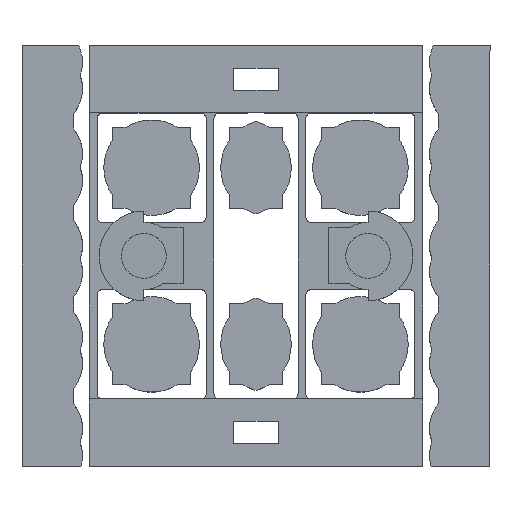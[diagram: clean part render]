
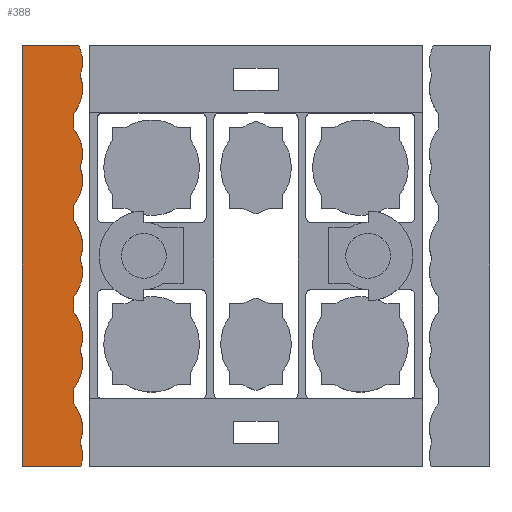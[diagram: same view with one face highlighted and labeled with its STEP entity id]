
A CAD part, top view. The second image highlights one B-rep face of the part: STEP entity #388.
In plain terms, the highlighted planar face has unit normal (0, 0, 1).
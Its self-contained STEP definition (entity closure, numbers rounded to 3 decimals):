
#388=ADVANCED_FACE('',(#618),#3904,.T.);
#618=FACE_OUTER_BOUND('',#848,.T.);
#848=EDGE_LOOP('',(#1151,#1152,#1153,#1154,#1155,#1156,#1157,#1158,#1159,
#1160,#1161,#1162,#1163,#1164,#1165,#1166,#1167));
#1151=ORIENTED_EDGE('',*,*,#2389,.T.);
#1152=ORIENTED_EDGE('',*,*,#2343,.F.);
#1153=ORIENTED_EDGE('',*,*,#2346,.F.);
#1154=ORIENTED_EDGE('',*,*,#2383,.F.);
#1155=ORIENTED_EDGE('',*,*,#2362,.F.);
#1156=ORIENTED_EDGE('',*,*,#2367,.F.);
#1157=ORIENTED_EDGE('',*,*,#2384,.F.);
#1158=ORIENTED_EDGE('',*,*,#2351,.F.);
#1159=ORIENTED_EDGE('',*,*,#2349,.F.);
#1160=ORIENTED_EDGE('',*,*,#2385,.F.);
#1161=ORIENTED_EDGE('',*,*,#2358,.F.);
#1162=ORIENTED_EDGE('',*,*,#2356,.F.);
#1163=ORIENTED_EDGE('',*,*,#2386,.F.);
#1164=ORIENTED_EDGE('',*,*,#2369,.F.);
#1165=ORIENTED_EDGE('',*,*,#2376,.F.);
#1166=ORIENTED_EDGE('',*,*,#2374,.F.);
#1167=ORIENTED_EDGE('',*,*,#2382,.T.);
#2343=EDGE_CURVE('',#3479,#3508,#2976,.T.);
#2346=EDGE_CURVE('',#3481,#3479,#2978,.T.);
#2349=EDGE_CURVE('',#3484,#3485,#2980,.T.);
#2351=EDGE_CURVE('',#3485,#3486,#2981,.T.);
#2356=EDGE_CURVE('',#3490,#3491,#2984,.T.);
#2358=EDGE_CURVE('',#3491,#3492,#2985,.T.);
#2362=EDGE_CURVE('',#3495,#3496,#2987,.T.);
#2367=EDGE_CURVE('',#3499,#3495,#2990,.T.);
#2369=EDGE_CURVE('',#3501,#3502,#2991,.T.);
#2374=EDGE_CURVE('',#3506,#3507,#3045,.T.);
#2376=EDGE_CURVE('',#3507,#3501,#2993,.T.);
#2382=EDGE_CURVE('',#3506,#3511,#3051,.T.);
#2383=EDGE_CURVE('',#3496,#3481,#3052,.T.);
#2384=EDGE_CURVE('',#3486,#3499,#3053,.T.);
#2385=EDGE_CURVE('',#3492,#3484,#3054,.T.);
#2386=EDGE_CURVE('',#3502,#3490,#3055,.T.);
#2389=EDGE_CURVE('',#3511,#3508,#3058,.T.);
#2976=(
BOUNDED_CURVE()
B_SPLINE_CURVE(2,(#5069,#5070,#5071),.UNSPECIFIED.,.F.,.F.)
B_SPLINE_CURVE_WITH_KNOTS((3,3),(0.,1.171),.UNSPECIFIED.)
CURVE()
GEOMETRIC_REPRESENTATION_ITEM()
RATIONAL_B_SPLINE_CURVE((1.,0.957,1.))
REPRESENTATION_ITEM('')
);
#2978=(
BOUNDED_CURVE()
B_SPLINE_CURVE(2,(#5077,#5078,#5079),.UNSPECIFIED.,.F.,.F.)
B_SPLINE_CURVE_WITH_KNOTS((3,3),(0.,1.986),.UNSPECIFIED.)
CURVE()
GEOMETRIC_REPRESENTATION_ITEM()
RATIONAL_B_SPLINE_CURVE((1.,0.89,1.))
REPRESENTATION_ITEM('')
);
#2980=(
BOUNDED_CURVE()
B_SPLINE_CURVE(2,(#5085,#5086,#5087),.UNSPECIFIED.,.F.,.F.)
B_SPLINE_CURVE_WITH_KNOTS((3,3),(0.,1.986),.UNSPECIFIED.)
CURVE()
GEOMETRIC_REPRESENTATION_ITEM()
RATIONAL_B_SPLINE_CURVE((1.,0.89,1.))
REPRESENTATION_ITEM('')
);
#2981=(
BOUNDED_CURVE()
B_SPLINE_CURVE(2,(#5090,#5091,#5092),.UNSPECIFIED.,.F.,.F.)
B_SPLINE_CURVE_WITH_KNOTS((3,3),(0.,1.986),.UNSPECIFIED.)
CURVE()
GEOMETRIC_REPRESENTATION_ITEM()
RATIONAL_B_SPLINE_CURVE((1.,0.89,1.))
REPRESENTATION_ITEM('')
);
#2984=(
BOUNDED_CURVE()
B_SPLINE_CURVE(2,(#5103,#5104,#5105),.UNSPECIFIED.,.F.,.F.)
B_SPLINE_CURVE_WITH_KNOTS((3,3),(0.,1.986),.UNSPECIFIED.)
CURVE()
GEOMETRIC_REPRESENTATION_ITEM()
RATIONAL_B_SPLINE_CURVE((1.,0.89,1.))
REPRESENTATION_ITEM('')
);
#2985=(
BOUNDED_CURVE()
B_SPLINE_CURVE(2,(#5108,#5109,#5110),.UNSPECIFIED.,.F.,.F.)
B_SPLINE_CURVE_WITH_KNOTS((3,3),(0.,1.986),.UNSPECIFIED.)
CURVE()
GEOMETRIC_REPRESENTATION_ITEM()
RATIONAL_B_SPLINE_CURVE((1.,0.89,1.))
REPRESENTATION_ITEM('')
);
#2987=(
BOUNDED_CURVE()
B_SPLINE_CURVE(2,(#5118,#5119,#5120),.UNSPECIFIED.,.F.,.F.)
B_SPLINE_CURVE_WITH_KNOTS((3,3),(0.,1.986),.UNSPECIFIED.)
CURVE()
GEOMETRIC_REPRESENTATION_ITEM()
RATIONAL_B_SPLINE_CURVE((1.,0.89,1.))
REPRESENTATION_ITEM('')
);
#2990=(
BOUNDED_CURVE()
B_SPLINE_CURVE(2,(#5131,#5132,#5133),.UNSPECIFIED.,.F.,.F.)
B_SPLINE_CURVE_WITH_KNOTS((3,3),(0.,1.986),.UNSPECIFIED.)
CURVE()
GEOMETRIC_REPRESENTATION_ITEM()
RATIONAL_B_SPLINE_CURVE((1.,0.89,1.))
REPRESENTATION_ITEM('')
);
#2991=(
BOUNDED_CURVE()
B_SPLINE_CURVE(2,(#5136,#5137,#5138),.UNSPECIFIED.,.F.,.F.)
B_SPLINE_CURVE_WITH_KNOTS((3,3),(0.,1.986),.UNSPECIFIED.)
CURVE()
GEOMETRIC_REPRESENTATION_ITEM()
RATIONAL_B_SPLINE_CURVE((1.,0.89,1.))
REPRESENTATION_ITEM('')
);
#2993=(
BOUNDED_CURVE()
B_SPLINE_CURVE(2,(#5152,#5153,#5154),.UNSPECIFIED.,.F.,.F.)
B_SPLINE_CURVE_WITH_KNOTS((3,3),(0.,1.444),.UNSPECIFIED.)
CURVE()
GEOMETRIC_REPRESENTATION_ITEM()
RATIONAL_B_SPLINE_CURVE((1.,0.936,1.))
REPRESENTATION_ITEM('')
);
#3045=B_SPLINE_CURVE_WITH_KNOTS('',1,(#5148,#5149),.UNSPECIFIED.,.F.,.F.,
(2,2),(0.,2.534),.UNSPECIFIED.);
#3051=B_SPLINE_CURVE_WITH_KNOTS('',1,(#5166,#5167),.UNSPECIFIED.,.F.,.F.,
(2,2),(0.,18.76),.UNSPECIFIED.);
#3052=B_SPLINE_CURVE_WITH_KNOTS('',1,(#5168,#5169),.UNSPECIFIED.,.F.,.F.,
(2,2),(-0.69,0.),.UNSPECIFIED.);
#3053=B_SPLINE_CURVE_WITH_KNOTS('',1,(#5170,#5171),.UNSPECIFIED.,.F.,.F.,
(2,2),(-0.69,0.),.UNSPECIFIED.);
#3054=B_SPLINE_CURVE_WITH_KNOTS('',1,(#5172,#5173),.UNSPECIFIED.,.F.,.F.,
(2,2),(-0.69,0.),.UNSPECIFIED.);
#3055=B_SPLINE_CURVE_WITH_KNOTS('',1,(#5174,#5175),.UNSPECIFIED.,.F.,.F.,
(2,2),(-0.69,0.),.UNSPECIFIED.);
#3058=B_SPLINE_CURVE_WITH_KNOTS('',1,(#5180,#5181),.UNSPECIFIED.,.F.,.F.,
(2,2),(-2.97,-0.343),.UNSPECIFIED.);
#3479=VERTEX_POINT('',#5034);
#3481=VERTEX_POINT('',#5036);
#3484=VERTEX_POINT('',#5039);
#3485=VERTEX_POINT('',#5040);
#3486=VERTEX_POINT('',#5041);
#3490=VERTEX_POINT('',#5045);
#3491=VERTEX_POINT('',#5046);
#3492=VERTEX_POINT('',#5047);
#3495=VERTEX_POINT('',#5050);
#3496=VERTEX_POINT('',#5051);
#3499=VERTEX_POINT('',#5054);
#3501=VERTEX_POINT('',#5056);
#3502=VERTEX_POINT('',#5057);
#3506=VERTEX_POINT('',#5061);
#3507=VERTEX_POINT('',#5062);
#3508=VERTEX_POINT('',#5063);
#3511=VERTEX_POINT('',#5066);
#3904=PLANE('',#4156);
#4156=AXIS2_PLACEMENT_3D('',#5030,#4497,$);
#4497=DIRECTION('',(0.,0.,1.));
#5030=CARTESIAN_POINT('',(-10.743,-11.532,1.5));
#5034=CARTESIAN_POINT('',(-7.847,-8.292,1.5));
#5036=CARTESIAN_POINT('',(-8.138,-6.594,1.5));
#5039=CARTESIAN_POINT('',(-8.138,1.578,1.5));
#5040=CARTESIAN_POINT('',(-7.847,-0.12,1.5));
#5041=CARTESIAN_POINT('',(-8.138,-1.818,1.5));
#5045=CARTESIAN_POINT('',(-8.138,5.664,1.5));
#5046=CARTESIAN_POINT('',(-7.847,3.966,1.5));
#5047=CARTESIAN_POINT('',(-8.138,2.268,1.5));
#5050=CARTESIAN_POINT('',(-7.847,-4.206,1.5));
#5051=CARTESIAN_POINT('',(-8.138,-5.904,1.5));
#5054=CARTESIAN_POINT('',(-8.138,-2.508,1.5));
#5056=CARTESIAN_POINT('',(-7.847,8.052,1.5));
#5057=CARTESIAN_POINT('',(-8.138,6.354,1.5));
#5061=CARTESIAN_POINT('',(-10.437,9.38,1.5));
#5062=CARTESIAN_POINT('',(-7.904,9.38,1.5));
#5063=CARTESIAN_POINT('',(-7.811,-9.38,1.5));
#5066=CARTESIAN_POINT('',(-10.437,-9.38,1.5));
#5069=CARTESIAN_POINT('',(-7.847,-8.292,1.5));
#5070=CARTESIAN_POINT('',(-7.644,-8.831,1.5));
#5071=CARTESIAN_POINT('',(-7.811,-9.38,1.5));
#5077=CARTESIAN_POINT('',(-8.138,-6.594,1.5));
#5078=CARTESIAN_POINT('',(-7.502,-7.377,1.5));
#5079=CARTESIAN_POINT('',(-7.847,-8.292,1.5));
#5085=CARTESIAN_POINT('',(-8.138,1.578,1.5));
#5086=CARTESIAN_POINT('',(-7.502,0.795,1.5));
#5087=CARTESIAN_POINT('',(-7.847,-0.12,1.5));
#5090=CARTESIAN_POINT('',(-7.847,-0.12,1.5));
#5091=CARTESIAN_POINT('',(-7.502,-1.035,1.5));
#5092=CARTESIAN_POINT('',(-8.138,-1.818,1.5));
#5103=CARTESIAN_POINT('',(-8.138,5.664,1.5));
#5104=CARTESIAN_POINT('',(-7.502,4.881,1.5));
#5105=CARTESIAN_POINT('',(-7.847,3.966,1.5));
#5108=CARTESIAN_POINT('',(-7.847,3.966,1.5));
#5109=CARTESIAN_POINT('',(-7.502,3.051,1.5));
#5110=CARTESIAN_POINT('',(-8.138,2.268,1.5));
#5118=CARTESIAN_POINT('',(-7.847,-4.206,1.5));
#5119=CARTESIAN_POINT('',(-7.502,-5.121,1.5));
#5120=CARTESIAN_POINT('',(-8.138,-5.904,1.5));
#5131=CARTESIAN_POINT('',(-8.138,-2.508,1.5));
#5132=CARTESIAN_POINT('',(-7.502,-3.291,1.5));
#5133=CARTESIAN_POINT('',(-7.847,-4.206,1.5));
#5136=CARTESIAN_POINT('',(-7.847,8.052,1.5));
#5137=CARTESIAN_POINT('',(-7.502,7.137,1.5));
#5138=CARTESIAN_POINT('',(-8.138,6.354,1.5));
#5148=CARTESIAN_POINT('',(-10.437,9.38,1.5));
#5149=CARTESIAN_POINT('',(-7.904,9.38,1.5));
#5152=CARTESIAN_POINT('',(-7.904,9.38,1.5));
#5153=CARTESIAN_POINT('',(-7.593,8.725,1.5));
#5154=CARTESIAN_POINT('',(-7.847,8.052,1.5));
#5166=CARTESIAN_POINT('',(-10.437,9.38,1.5));
#5167=CARTESIAN_POINT('',(-10.437,-9.38,1.5));
#5168=CARTESIAN_POINT('',(-8.138,-5.904,1.5));
#5169=CARTESIAN_POINT('',(-8.138,-6.594,1.5));
#5170=CARTESIAN_POINT('',(-8.138,-1.818,1.5));
#5171=CARTESIAN_POINT('',(-8.138,-2.508,1.5));
#5172=CARTESIAN_POINT('',(-8.138,2.268,1.5));
#5173=CARTESIAN_POINT('',(-8.138,1.578,1.5));
#5174=CARTESIAN_POINT('',(-8.138,6.354,1.5));
#5175=CARTESIAN_POINT('',(-8.138,5.664,1.5));
#5180=CARTESIAN_POINT('',(-10.437,-9.38,1.5));
#5181=CARTESIAN_POINT('',(-7.811,-9.38,1.5));
